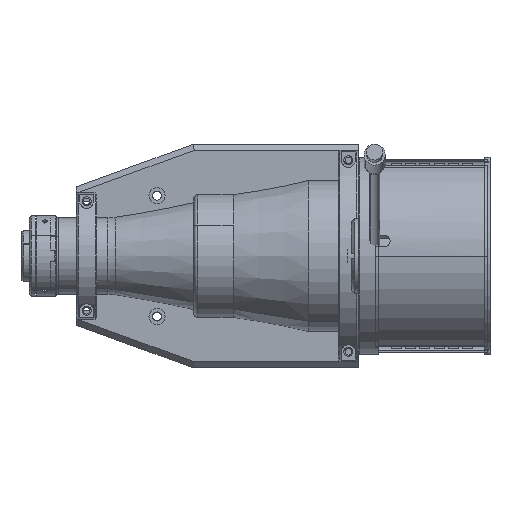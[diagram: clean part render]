
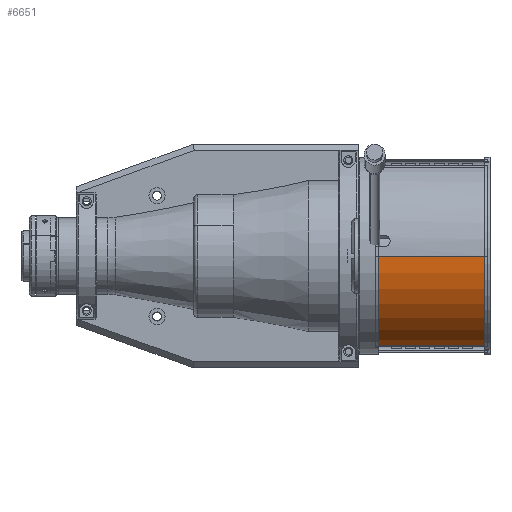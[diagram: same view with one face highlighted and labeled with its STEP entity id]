
A CAD part, left-side view. The second image highlights one B-rep face of the part: STEP entity #6651.
In plain terms, the highlighted cylindrical face has radius 48 mm (diameter 96 mm), a partial arc.
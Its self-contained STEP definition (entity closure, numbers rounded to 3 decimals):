
#689 = CARTESIAN_POINT ( 'NONE',  ( -48.007, -21.996, 0. ) ) ;
#946 = DIRECTION ( 'NONE',  ( 0., -1., 0. ) ) ;
#1398 = EDGE_LOOP ( 'NONE', ( #5679, #25725, #27245, #26972 ) ) ;
#5679 = ORIENTED_EDGE ( 'NONE', *, *, #19071, .F. ) ;
#6651 = ADVANCED_FACE ( 'NONE', ( #12943 ), #23946, .T. ) ;
#7019 = CARTESIAN_POINT ( 'NONE',  ( -48.007, -117.689, 0. ) ) ;
#7355 = CARTESIAN_POINT ( 'NONE',  ( -48.007, 33.79, 0. ) ) ;
#7461 = DIRECTION ( 'NONE',  ( 0., 0., -1. ) ) ;
#7514 = CIRCLE ( 'NONE', #19774, 48. ) ;
#7981 = VERTEX_POINT ( 'NONE', #21360 ) ;
#8883 = CARTESIAN_POINT ( 'NONE',  ( -16.424, 33.79, -45.105 ) ) ;
#8884 = DIRECTION ( 'NONE',  ( 0., 1., 0. ) ) ;
#9504 = AXIS2_PLACEMENT_3D ( 'NONE', #25731, #946, #18928 ) ;
#9717 = CARTESIAN_POINT ( 'NONE',  ( -16.424, -117.689, -45.105 ) ) ;
#9957 = CARTESIAN_POINT ( 'NONE',  ( -0.007, -21.996, 0. ) ) ;
#10770 = DIRECTION ( 'NONE',  ( 0., 1., 0. ) ) ;
#12943 = FACE_OUTER_BOUND ( 'NONE', #1398, .T. ) ;
#13741 = AXIS2_PLACEMENT_3D ( 'NONE', #19927, #10770, #22146 ) ;
#14128 = LINE ( 'NONE', #9717, #14148 ) ;
#14148 = VECTOR ( 'NONE', #8884, 1000. ) ;
#14688 = VERTEX_POINT ( 'NONE', #8883 ) ;
#15246 = EDGE_CURVE ( 'NONE', #16297, #24963, #27108, .T. ) ;
#16297 = VERTEX_POINT ( 'NONE', #689 ) ;
#18108 = EDGE_CURVE ( 'NONE', #24963, #14688, #24592, .T. ) ;
#18809 = DIRECTION ( 'NONE',  ( 0., -1., 0. ) ) ;
#18928 = DIRECTION ( 'NONE',  ( 1., 0., 0. ) ) ;
#19071 = EDGE_CURVE ( 'NONE', #16297, #7981, #7514, .T. ) ;
#19774 = AXIS2_PLACEMENT_3D ( 'NONE', #9957, #18809, #7461 ) ;
#19927 = CARTESIAN_POINT ( 'NONE',  ( -0.007, -117.689, 0. ) ) ;
#20004 = DIRECTION ( 'NONE',  ( 0., 1., 0. ) ) ;
#21360 = CARTESIAN_POINT ( 'NONE',  ( -16.424, -21.996, -45.105 ) ) ;
#22146 = DIRECTION ( 'NONE',  ( -1., 0., 0. ) ) ;
#23946 = CYLINDRICAL_SURFACE ( 'NONE', #13741, 48. ) ;
#24592 = CIRCLE ( 'NONE', #9504, 48. ) ;
#24963 = VERTEX_POINT ( 'NONE', #7355 ) ;
#25725 = ORIENTED_EDGE ( 'NONE', *, *, #15246, .T. ) ;
#25731 = CARTESIAN_POINT ( 'NONE',  ( -0.007, 33.79, 0. ) ) ;
#26200 = EDGE_CURVE ( 'NONE', #7981, #14688, #14128, .T. ) ;
#26972 = ORIENTED_EDGE ( 'NONE', *, *, #26200, .F. ) ;
#27108 = LINE ( 'NONE', #7019, #28633 ) ;
#27245 = ORIENTED_EDGE ( 'NONE', *, *, #18108, .T. ) ;
#28633 = VECTOR ( 'NONE', #20004, 1000. ) ;
